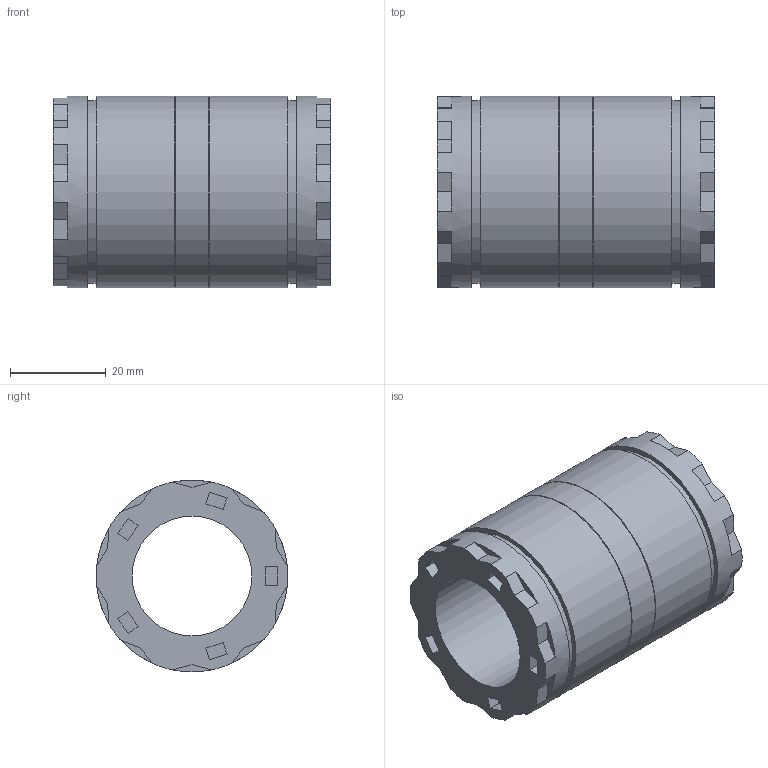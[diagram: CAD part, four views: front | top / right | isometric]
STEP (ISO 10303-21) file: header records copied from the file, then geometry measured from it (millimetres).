
FILE_DESCRIPTION(/* description */ ('STEP AP214'),/* implementation_level */ '2;1');
FILE_NAME(/* name */ 'SSEM25',/* time_stamp */ '2024-01-10T15:58:51+01:00',/* author */ ('License CC BY-ND 4.0'),/* organization */ ('CADENAS'),/* preprocessor_version */ 'ST-DEVELOPER v19.3',/* originating_system */ 'PARTsolutions',/* authorisation */ ' ');
FILE_SCHEMA (('AUTOMOTIVE_DESIGN {1 0 10303 214 3 1 1}'));
Length unit declared in the file: millimetre
Products named in the file (1): SSEM25
Bounding box: 58 x 40 x 40 mm (x, y, z)
Volume: 43313 mm3; surface area: 14248.4 mm2
Topology: 1 solids, 1 shells, 128 faces, 330 edges, 218 vertices
Faces by surface type: plane 116, cylinder 8, cone 4
Full cylindrical faces by diameter (mm): 25 x1, 38 x2, 40 x5
Entity records: 3818 total; most frequent: CARTESIAN_POINT 661, ORIENTED_EDGE 632, DIRECTION 630, EDGE_CURVE 316, LINE 260, VECTOR 260, VERTEX_POINT 216, AXIS2_PLACEMENT_3D 185
